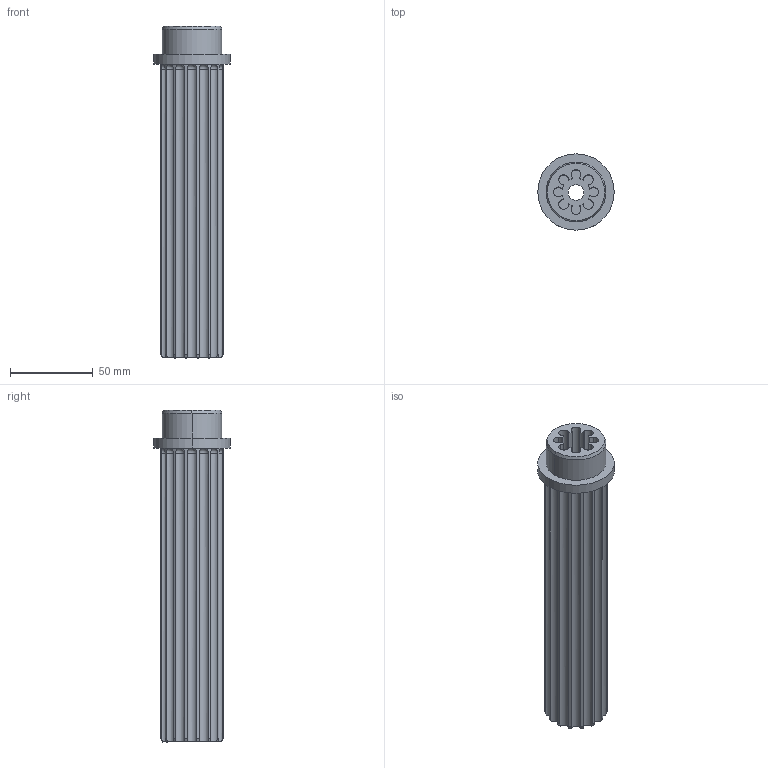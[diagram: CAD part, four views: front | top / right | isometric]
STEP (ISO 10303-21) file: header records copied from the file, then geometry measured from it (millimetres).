
FILE_DESCRIPTION(('CATIA V5 STEP Exchange'),'2;1');
FILE_NAME('P00001-00001-01 Profilalu.stp','2020-09-10T15:57:39+00:00',('none'),('none'),'CATIA Version 5 Release 21 GA (IN-10)','CATIA V5 STEP AP214 Edition 3','none');
FILE_SCHEMA(('AUTOMOTIVE_DESIGN { 1 0 10303 214 3 1 1 1 }'));
Length unit declared in the file: millimetre
Products named in the file (1): P00001-00001-01
Bounding box: 46 x 46 x 200 mm (x, y, z)
Volume: 111254.5 mm3; surface area: 60433.7 mm2
Topology: 1 solids, 1 shells, 154 faces, 448 edges, 306 vertices
Faces by surface type: cylinder 84, torus 40, cone 18, plane 12
Entity records: 4844 total; most frequent: CARTESIAN_POINT 1099, ORIENTED_EDGE 896, DIRECTION 560, EDGE_CURVE 448, AXIS2_PLACEMENT_3D 387, VERTEX_POINT 306, CIRCLE 298, EDGE_LOOP 166
